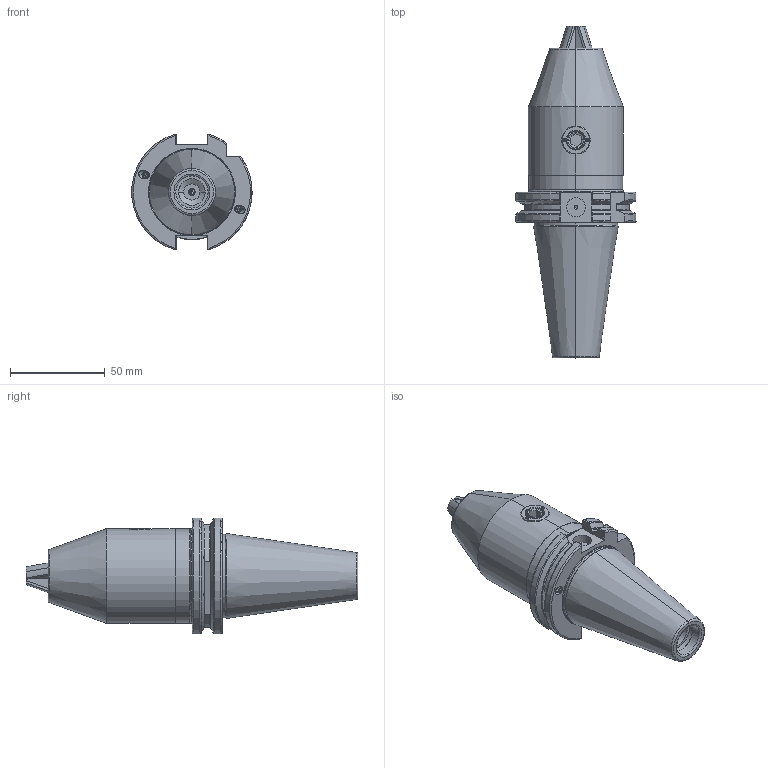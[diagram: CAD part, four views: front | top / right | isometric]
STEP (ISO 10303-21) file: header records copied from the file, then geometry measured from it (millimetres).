
FILE_DESCRIPTION (( 'STEP AP203' ), '1' );
FILE_NAME ('SK22340.STEP', '2016-12-05T06:25:48', ( '' ), ( '' ), 'SwSTEP 2.0', 'SolidWorks 2013', '' );
FILE_SCHEMA (( 'CONFIG_CONTROL_DESIGN' ));
Length unit declared in the file: millimetre
Products named in the file (14): 六角承窩頭固定螺栓_M4xP0.7x4L; 1331402-04D; SK22340; 1331402-05B; 1331402-06E; 1331402-08B; 1332401-103A; SK22320-01B; SB01-8001; 1331503-01C; KR02-9096; 1331502-02E; 1331503C; 1331503-03B
Assembly tree (18 placements, depth 3):
  SK22340
    SK22320-01B
    1331503C
      1331503-01C
      1331502-02E
      1331503-03B
      1331402-04D
      1331402-05B
      1331402-06E
      1331402-08B
      1332401-103A  x3
      SB01-8001
      KR02-9096
    六角承窩頭固定螺栓_M4xP0.7x4L  x4
Bounding box: 63.41 x 175.2 x 61.22 mm (x, y, z)
Volume: 202824.3 mm3; surface area: 76387.4 mm2
Topology: 17 solids, 17 shells, 1052 faces, 2789 edges, 1778 vertices
Faces by surface type: cylinder 374, plane 331, cone 228, torus 91, bspline 28
Entity records: 33943 total; most frequent: CARTESIAN_POINT 10077, ORIENTED_EDGE 5114, DIRECTION 4168, EDGE_CURVE 2557, AXIS2_PLACEMENT_3D 1685, VERTEX_POINT 1638, EDGE_LOOP 1023, FACE_OUTER_BOUND 961
